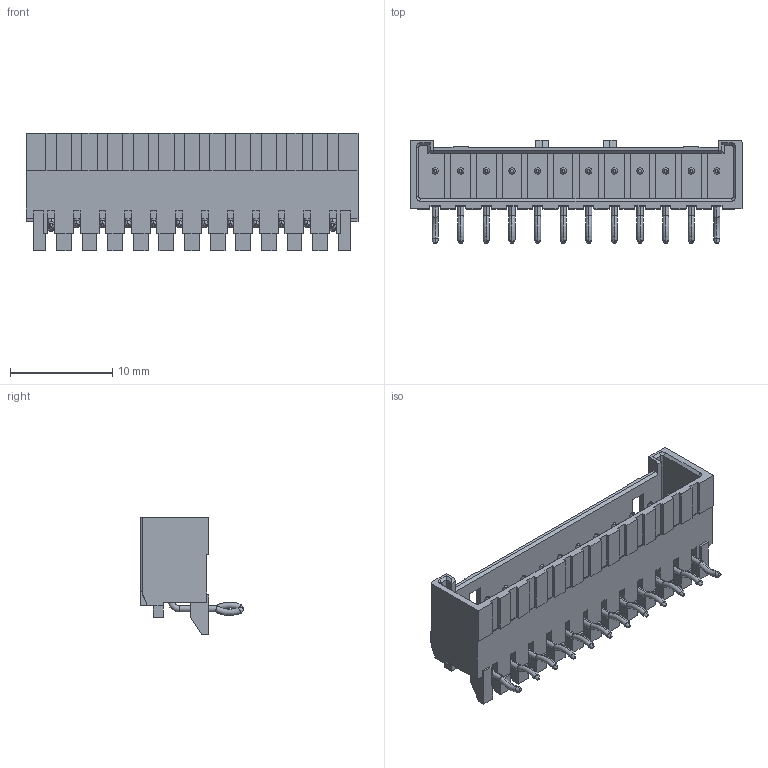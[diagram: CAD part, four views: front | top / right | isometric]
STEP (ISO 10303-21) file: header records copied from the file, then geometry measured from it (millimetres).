
FILE_DESCRIPTION((''),'2;1');
FILE_NAME('534261210','2017-04-24T',('ksrinivasara'),(''),'PRO/ENGINEER BY PARAMETRIC TECHNOLOGY CORPORATION, 2012310','PRO/ENGINEER BY PARAMETRIC TECHNOLOGY CORPORATION, 2012310','');
FILE_SCHEMA(('CONFIG_CONTROL_DESIGN'));
Length unit declared in the file: millimetre
Products named in the file (1): 534261210
Bounding box: 32.4 x 10.1 x 11.5 mm (x, y, z)
Volume: 790.7 mm3; surface area: 2212.7 mm2
Topology: 1 solids, 1 shells, 590 faces, 1544 edges, 978 vertices
Faces by surface type: plane 436, cylinder 54, torus 48, cone 28, bspline 24
Entity records: 19911 total; most frequent: CARTESIAN_POINT 5613, ORIENTED_EDGE 3026, DIRECTION 2740, EDGE_CURVE 1513, VECTOR 1240, LINE 1240, VERTEX_POINT 947, AXIS2_PLACEMENT_3D 750
